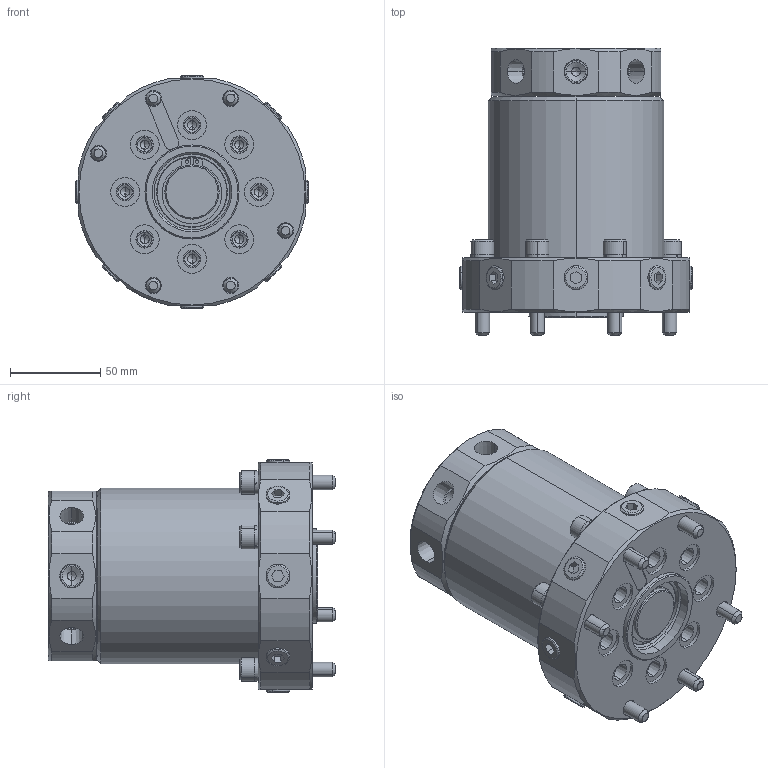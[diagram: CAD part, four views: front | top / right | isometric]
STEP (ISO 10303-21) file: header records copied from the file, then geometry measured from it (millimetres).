
FILE_DESCRIPTION (( 'STEP AP203' ), '1' );
FILE_NAME ('JRC0800-S-A.STEP', '2019-09-23T07:17:18', ( '微软用户' ), ( '微软中国' ), 'SwSTEP 2.0', 'SolidWorks 2012', '' );
FILE_SCHEMA (( 'CONFIG_CONTROL_DESIGN' ));
Length unit declared in the file: millimetre
Products named in the file (8): STW-30; JRC06_08トメワ受け; JRC0800シャフト; JRC0800ハウジング; JRC0800-S-A; Rネジ1_4; 曽宍兽然轤M8; 6妏寠晅无倌_M8(45)
Assembly tree (24 placements, depth 2):
  JRC0800-S-A
    JRC0800ハウジング
    JRC0800シャフト
    JRC06_08トメワ受け
    STW-30
    6妏寠晅无倌_M8(45)  x6
    曽宍兽然轤M8  x6
    Rネジ1_4  x8
Bounding box: 128.6 x 159 x 128.6 mm (x, y, z)
Volume: 1180388.3 mm3; surface area: 158445.8 mm2
Topology: 24 solids, 24 shells, 847 faces, 1851 edges, 1064 vertices
Faces by surface type: cone 312, cylinder 274, plane 257, bspline 4
Entity records: 17605 total; most frequent: CARTESIAN_POINT 4167, DIRECTION 2733, ORIENTED_EDGE 2374, EDGE_CURVE 1187, AXIS2_PLACEMENT_3D 1124, VERTEX_POINT 719, EDGE_LOOP 628, CIRCLE 564
